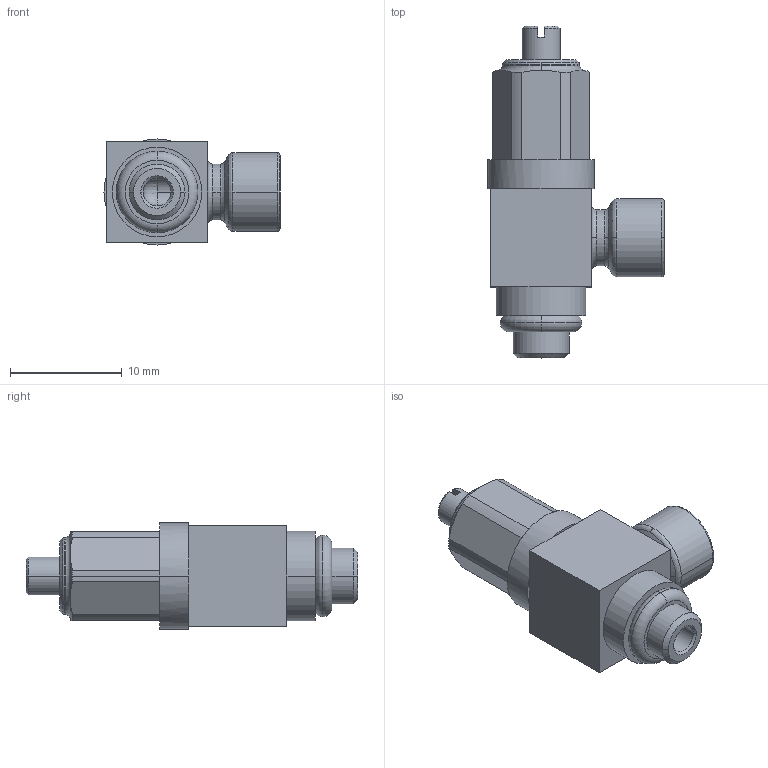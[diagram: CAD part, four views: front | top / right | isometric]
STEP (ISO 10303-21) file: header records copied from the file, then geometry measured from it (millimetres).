
FILE_DESCRIPTION(('STEP AP214'),'1');
FILE_NAME('7810_19_19.stp','2016-07-07T14:20:01',('TraceParts'),('TraceParts S.A.'),'Spatial InterOp 3D',' ',' ');
FILE_SCHEMA(('automotive_design'));
Length unit declared in the file: millimetre
Products named in the file (1): 1
Bounding box: 15.75 x 29.7 x 9.5 mm (x, y, z)
Volume: 1691.1 mm3; surface area: 1285 mm2
Topology: 1 solids, 1 shells, 102 faces, 254 edges, 159 vertices
Faces by surface type: plane 31, cylinder 28, cone 26, torus 16, sphere 1
Entity records: 3097 total; most frequent: DIRECTION 592, CARTESIAN_POINT 570, ORIENTED_EDGE 504, AXIS2_PLACEMENT_3D 253, EDGE_CURVE 252, VERTEX_POINT 159, CIRCLE 148, EDGE_LOOP 111
